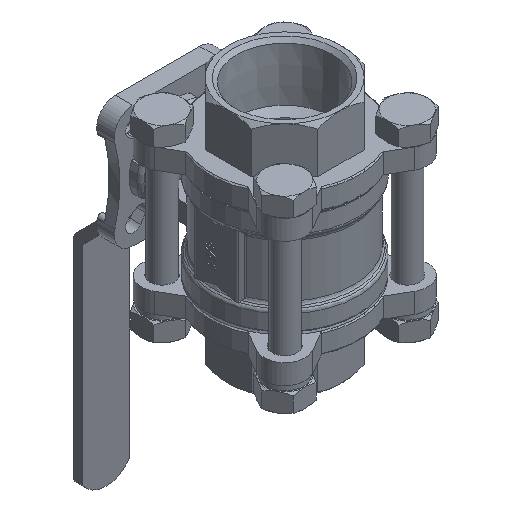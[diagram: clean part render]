
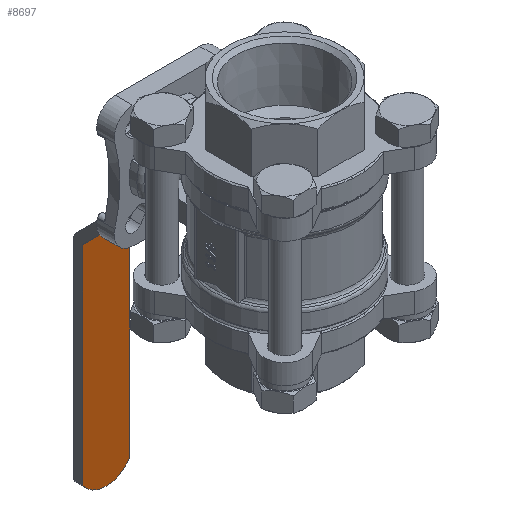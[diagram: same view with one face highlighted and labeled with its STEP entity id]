
A CAD part, isometric view. The second image highlights one B-rep face of the part: STEP entity #8697.
In plain terms, the highlighted planar face has unit normal (0, -1, 0).
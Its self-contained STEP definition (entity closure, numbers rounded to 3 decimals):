
#527=LINE('',#15629,#1039);
#528=LINE('',#15632,#1040);
#529=LINE('',#15636,#1041);
#1039=VECTOR('',#11834,1000.);
#1040=VECTOR('',#11835,1000.);
#1041=VECTOR('',#11838,1000.);
#1415=PLANE('',#9618);
#1806=CIRCLE('',#9619,12.);
#4159=ORIENTED_EDGE('',*,*,#5550,.T.);
#4160=ORIENTED_EDGE('',*,*,#5551,.T.);
#4161=ORIENTED_EDGE('',*,*,#5552,.T.);
#4162=ORIENTED_EDGE('',*,*,#5553,.T.);
#5550=EDGE_CURVE('',#6419,#6420,#527,.T.);
#5551=EDGE_CURVE('',#6420,#6421,#528,.T.);
#5552=EDGE_CURVE('',#6421,#6422,#1806,.F.);
#5553=EDGE_CURVE('',#6422,#6419,#529,.T.);
#6419=VERTEX_POINT('',#15630);
#6420=VERTEX_POINT('',#15631);
#6421=VERTEX_POINT('',#15633);
#6422=VERTEX_POINT('',#15635);
#7404=EDGE_LOOP('',(#4159,#4160,#4161,#4162));
#8028=FACE_BOUND('',#7404,.T.);
#8697=ADVANCED_FACE('',(#8028),#1415,.F.);
#9618=AXIS2_PLACEMENT_3D('',#15628,#11832,#11833);
#9619=AXIS2_PLACEMENT_3D('',#15634,#11836,#11837);
#11832=DIRECTION('',(0.,1.,0.));
#11833=DIRECTION('',(0.,0.,1.));
#11834=DIRECTION('',(-1.,0.,0.));
#11835=DIRECTION('',(0.,0.,-1.));
#11836=DIRECTION('',(0.,1.,0.));
#11837=DIRECTION('',(0.,0.,1.));
#11838=DIRECTION('',(0.,0.,1.));
#15628=CARTESIAN_POINT('',(11.25,22.,-44.157));
#15629=CARTESIAN_POINT('',(11.25,22.,-44.364));
#15630=CARTESIAN_POINT('',(10.,22.,-44.364));
#15631=CARTESIAN_POINT('',(-10.,22.,-44.364));
#15632=CARTESIAN_POINT('',(-10.,22.,-44.157));
#15633=CARTESIAN_POINT('',(-10.,22.,-133.133));
#15634=CARTESIAN_POINT('',(0.,22.,-126.5));
#15635=CARTESIAN_POINT('',(10.,22.,-133.133));
#15636=CARTESIAN_POINT('',(10.,22.,-44.157));
